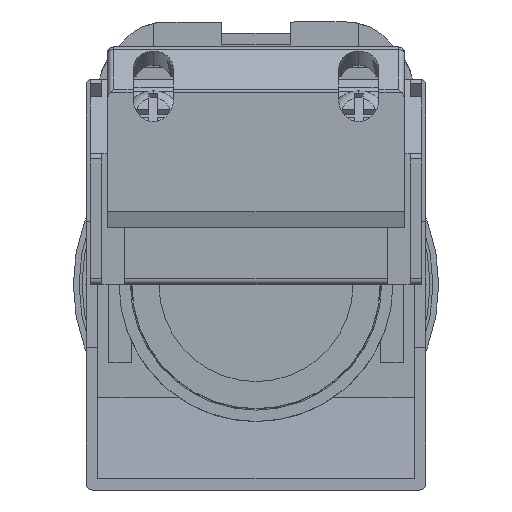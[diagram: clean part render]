
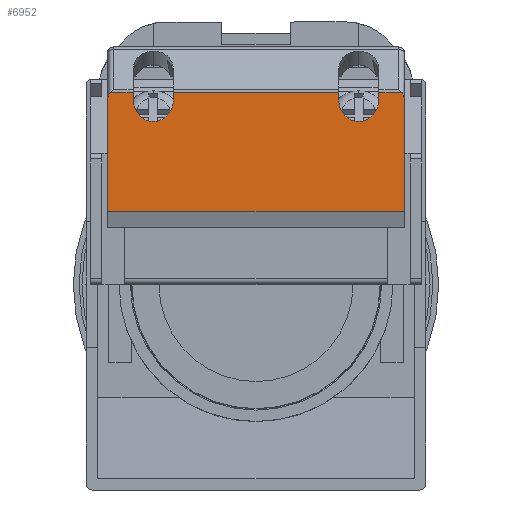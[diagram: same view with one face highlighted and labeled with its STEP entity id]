
A CAD part, front view. The second image highlights one B-rep face of the part: STEP entity #6952.
In plain terms, the highlighted planar face has unit normal (0, -1, 0).
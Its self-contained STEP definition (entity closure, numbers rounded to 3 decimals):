
#22 = CARTESIAN_POINT ( 'NONE',  ( 13., -41.5, 6.374 ) ) ;
#50 = LINE ( 'NONE', #1107, #3850 ) ;
#103 = DIRECTION ( 'NONE',  ( -1., 0., 0. ) ) ;
#294 = ORIENTED_EDGE ( 'NONE', *, *, #5472, .T. ) ;
#540 =( BOUNDED_CURVE ( )  B_SPLINE_CURVE ( 3, ( #6628, #1303, #4387, #9724 ),
 .UNSPECIFIED., .F., .F. ) 
 B_SPLINE_CURVE_WITH_KNOTS ( ( 4, 4 ),
 ( 4.712, 7.854 ),
 .UNSPECIFIED. ) 
 CURVE ( )  GEOMETRIC_REPRESENTATION_ITEM ( )  RATIONAL_B_SPLINE_CURVE ( ( 1., 0.333, 0.333, 1. ) ) 
 REPRESENTATION_ITEM ( '' )  );
#545 = CARTESIAN_POINT ( 'NONE',  ( -7.25, -41.5, 6.374 ) ) ;
#548 = EDGE_CURVE ( 'NONE', #9805, #3277, #50, .T. ) ;
#694 = CARTESIAN_POINT ( 'NONE',  ( -7.25, -41.5, 16.86 ) ) ;
#718 = VECTOR ( 'NONE', #103, 1000. ) ;
#791 = DIRECTION ( 'NONE',  ( -1., 0., 0. ) ) ;
#897 = ORIENTED_EDGE ( 'NONE', *, *, #7402, .F. ) ;
#980 = PLANE ( 'NONE',  #2760 ) ;
#1094 = VERTEX_POINT ( 'NONE', #7954 ) ;
#1107 = CARTESIAN_POINT ( 'NONE',  ( 10.75, -41.5, 6.374 ) ) ;
#1121 = VERTEX_POINT ( 'NONE', #694 ) ;
#1163 = CARTESIAN_POINT ( 'NONE',  ( 13., -41.5, 6.374 ) ) ;
#1259 =( BOUNDED_CURVE ( )  B_SPLINE_CURVE ( 3, ( #1392, #6715, #1719, #7045 ),
 .UNSPECIFIED., .F., .F. ) 
 B_SPLINE_CURVE_WITH_KNOTS ( ( 4, 4 ),
 ( 4.712, 7.854 ),
 .UNSPECIFIED. ) 
 CURVE ( )  GEOMETRIC_REPRESENTATION_ITEM ( )  RATIONAL_B_SPLINE_CURVE ( ( 1., 0.333, 0.333, 1. ) ) 
 REPRESENTATION_ITEM ( '' )  );
#1267 = CARTESIAN_POINT ( 'NONE',  ( -10.75, -41.5, 6.374 ) ) ;
#1303 = CARTESIAN_POINT ( 'NONE',  ( -10.75, -41.5, 12.377 ) ) ;
#1333 = VERTEX_POINT ( 'NONE', #1731 ) ;
#1392 = CARTESIAN_POINT ( 'NONE',  ( 7.25, -41.5, 16.185 ) ) ;
#1414 = ORIENTED_EDGE ( 'NONE', *, *, #7264, .F. ) ;
#1440 = LINE ( 'NONE', #1267, #5251 ) ;
#1496 = VERTEX_POINT ( 'NONE', #9654 ) ;
#1554 = LINE ( 'NONE', #1163, #7391 ) ;
#1580 = LINE ( 'NONE', #5872, #5396 ) ;
#1644 = EDGE_LOOP ( 'NONE', ( #9746, #5366, #4698, #6182, #8132, #2452, #294, #2323, #7244, #897, #6518, #8228, #4364, #1414 ) ) ;
#1719 = CARTESIAN_POINT ( 'NONE',  ( 10.75, -41.5, 12.377 ) ) ;
#1731 = CARTESIAN_POINT ( 'NONE',  ( -10.75, -41.5, 16.86 ) ) ;
#1859 = DIRECTION ( 'NONE',  ( 0., 0., 1. ) ) ;
#1915 = DIRECTION ( 'NONE',  ( 0., 0., -1. ) ) ;
#2023 = DIRECTION ( 'NONE',  ( 0., 0., -1. ) ) ;
#2193 = VERTEX_POINT ( 'NONE', #7113 ) ;
#2256 = VERTEX_POINT ( 'NONE', #7185 ) ;
#2323 = ORIENTED_EDGE ( 'NONE', *, *, #6115, .T. ) ;
#2452 = ORIENTED_EDGE ( 'NONE', *, *, #8934, .T. ) ;
#2552 = CARTESIAN_POINT ( 'NONE',  ( 13., -41.5, 16.039 ) ) ;
#2590 =( BOUNDED_CURVE ( )  B_SPLINE_CURVE ( 3, ( #7346, #9645, #7382, #2825 ),
 .UNSPECIFIED., .F., .F. ) 
 B_SPLINE_CURVE_WITH_KNOTS ( ( 4, 4 ),
 ( 3.689, 4.712 ),
 .UNSPECIFIED. ) 
 CURVE ( )  GEOMETRIC_REPRESENTATION_ITEM ( )  RATIONAL_B_SPLINE_CURVE ( ( 1., 0.915, 0.915, 1. ) ) 
 REPRESENTATION_ITEM ( '' )  );
#2609 = CARTESIAN_POINT ( 'NONE',  ( -13., -41.5, 16.039 ) ) ;
#2659 = CARTESIAN_POINT ( 'NONE',  ( -7.25, -41.5, 16.185 ) ) ;
#2733 = CARTESIAN_POINT ( 'NONE',  ( 7.25, -41.5, 16.185 ) ) ;
#2760 = AXIS2_PLACEMENT_3D ( 'NONE', #8598, #9352, #4783 ) ;
#2825 = CARTESIAN_POINT ( 'NONE',  ( -13., -41.5, 16.039 ) ) ;
#2954 = CARTESIAN_POINT ( 'NONE',  ( 10.75, -41.5, 16.185 ) ) ;
#3202 = VECTOR ( 'NONE', #4068, 1000. ) ;
#3268 = VECTOR ( 'NONE', #5048, 1000. ) ;
#3277 = VERTEX_POINT ( 'NONE', #5708 ) ;
#3307 = CARTESIAN_POINT ( 'NONE',  ( 7.25, -41.5, 6.374 ) ) ;
#3531 = DIRECTION ( 'NONE',  ( -1., 0., 0. ) ) ;
#3689 = EDGE_CURVE ( 'NONE', #7587, #6533, #5456, .T. ) ;
#3729 = VECTOR ( 'NONE', #791, 1000. ) ;
#3850 = VECTOR ( 'NONE', #1859, 1000. ) ;
#4068 = DIRECTION ( 'NONE',  ( 0., 0., -1. ) ) ;
#4090 = CARTESIAN_POINT ( 'NONE',  ( 12.76, -41.5, 16.86 ) ) ;
#4297 = EDGE_CURVE ( 'NONE', #7587, #1121, #7343, .T. ) ;
#4364 = ORIENTED_EDGE ( 'NONE', *, *, #548, .F. ) ;
#4387 = CARTESIAN_POINT ( 'NONE',  ( -7.25, -41.5, 12.377 ) ) ;
#4698 = ORIENTED_EDGE ( 'NONE', *, *, #5470, .F. ) ;
#4783 = DIRECTION ( 'NONE',  ( 0., 0., 1. ) ) ;
#5048 = DIRECTION ( 'NONE',  ( 0., 0., 1. ) ) ;
#5076 = CARTESIAN_POINT ( 'NONE',  ( -12.76, -41.5, 16.86 ) ) ;
#5251 = VECTOR ( 'NONE', #2023, 1000. ) ;
#5318 = VECTOR ( 'NONE', #3531, 1000. ) ;
#5366 = ORIENTED_EDGE ( 'NONE', *, *, #4297, .T. ) ;
#5396 = VECTOR ( 'NONE', #6639, 1000. ) ;
#5456 = LINE ( 'NONE', #3307, #3202 ) ;
#5470 = EDGE_CURVE ( 'NONE', #8437, #1121, #9343, .T. ) ;
#5472 = EDGE_CURVE ( 'NONE', #7148, #9105, #2590, .T. ) ;
#5708 = CARTESIAN_POINT ( 'NONE',  ( 10.75, -41.5, 16.86 ) ) ;
#5829 =( BOUNDED_CURVE ( )  B_SPLINE_CURVE ( 3, ( #2552, #7117, #8663, #4090 ),
 .UNSPECIFIED., .F., .F. ) 
 B_SPLINE_CURVE_WITH_KNOTS ( ( 4, 4 ),
 ( 4.712, 5.736 ),
 .UNSPECIFIED. ) 
 CURVE ( )  GEOMETRIC_REPRESENTATION_ITEM ( )  RATIONAL_B_SPLINE_CURVE ( ( 1., 0.915, 0.915, 1. ) ) 
 REPRESENTATION_ITEM ( '' )  );
#5872 = CARTESIAN_POINT ( 'NONE',  ( -13., -41.5, 6.374 ) ) ;
#6093 = FACE_OUTER_BOUND ( 'NONE', #1644, .T. ) ;
#6115 = EDGE_CURVE ( 'NONE', #9105, #7236, #1580, .T. ) ;
#6182 = ORIENTED_EDGE ( 'NONE', *, *, #6622, .F. ) ;
#6443 = VECTOR ( 'NONE', #7091, 1000. ) ;
#6518 = ORIENTED_EDGE ( 'NONE', *, *, #6971, .T. ) ;
#6533 = VERTEX_POINT ( 'NONE', #2733 ) ;
#6622 = EDGE_CURVE ( 'NONE', #2256, #8437, #540, .T. ) ;
#6628 = CARTESIAN_POINT ( 'NONE',  ( -10.75, -41.5, 16.185 ) ) ;
#6639 = DIRECTION ( 'NONE',  ( 0., 0., -1. ) ) ;
#6715 = CARTESIAN_POINT ( 'NONE',  ( 7.25, -41.5, 12.377 ) ) ;
#6758 = EDGE_CURVE ( 'NONE', #2193, #7236, #7782, .T. ) ;
#6773 = LINE ( 'NONE', #9211, #718 ) ;
#6952 = ADVANCED_FACE ( 'NONE', ( #6093 ), #980, .F. ) ;
#6971 = EDGE_CURVE ( 'NONE', #1496, #1094, #5829, .T. ) ;
#7045 = CARTESIAN_POINT ( 'NONE',  ( 10.75, -41.5, 16.185 ) ) ;
#7091 = DIRECTION ( 'NONE',  ( -1., 0., 0. ) ) ;
#7113 = CARTESIAN_POINT ( 'NONE',  ( 13., -41.5, 6.374 ) ) ;
#7117 = CARTESIAN_POINT ( 'NONE',  ( 13., -41.5, 16.382 ) ) ;
#7148 = VERTEX_POINT ( 'NONE', #5076 ) ;
#7185 = CARTESIAN_POINT ( 'NONE',  ( -10.75, -41.5, 16.185 ) ) ;
#7236 = VERTEX_POINT ( 'NONE', #7456 ) ;
#7244 = ORIENTED_EDGE ( 'NONE', *, *, #6758, .F. ) ;
#7264 = EDGE_CURVE ( 'NONE', #6533, #9805, #1259, .T. ) ;
#7343 = LINE ( 'NONE', #9615, #5318 ) ;
#7346 = CARTESIAN_POINT ( 'NONE',  ( -12.76, -41.5, 16.86 ) ) ;
#7382 = CARTESIAN_POINT ( 'NONE',  ( -13., -41.5, 16.382 ) ) ;
#7391 = VECTOR ( 'NONE', #1915, 1000. ) ;
#7402 = EDGE_CURVE ( 'NONE', #1496, #2193, #1554, .T. ) ;
#7456 = CARTESIAN_POINT ( 'NONE',  ( -13., -41.5, 6.374 ) ) ;
#7587 = VERTEX_POINT ( 'NONE', #9664 ) ;
#7782 = LINE ( 'NONE', #22, #3729 ) ;
#7796 = EDGE_CURVE ( 'NONE', #1333, #2256, #1440, .T. ) ;
#7954 = CARTESIAN_POINT ( 'NONE',  ( 12.76, -41.5, 16.86 ) ) ;
#8119 = EDGE_CURVE ( 'NONE', #1094, #3277, #8487, .T. ) ;
#8132 = ORIENTED_EDGE ( 'NONE', *, *, #7796, .F. ) ;
#8228 = ORIENTED_EDGE ( 'NONE', *, *, #8119, .T. ) ;
#8437 = VERTEX_POINT ( 'NONE', #2659 ) ;
#8487 = LINE ( 'NONE', #9388, #6443 ) ;
#8598 = CARTESIAN_POINT ( 'NONE',  ( 13., -41.5, 6.374 ) ) ;
#8663 = CARTESIAN_POINT ( 'NONE',  ( 12.913, -41.5, 16.681 ) ) ;
#8934 = EDGE_CURVE ( 'NONE', #1333, #7148, #6773, .T. ) ;
#9105 = VERTEX_POINT ( 'NONE', #2609 ) ;
#9211 = CARTESIAN_POINT ( 'NONE',  ( 13., -41.5, 16.86 ) ) ;
#9343 = LINE ( 'NONE', #545, #3268 ) ;
#9352 = DIRECTION ( 'NONE',  ( 0., 1., 0. ) ) ;
#9388 = CARTESIAN_POINT ( 'NONE',  ( 13., -41.5, 16.86 ) ) ;
#9615 = CARTESIAN_POINT ( 'NONE',  ( 13., -41.5, 16.86 ) ) ;
#9645 = CARTESIAN_POINT ( 'NONE',  ( -12.913, -41.5, 16.681 ) ) ;
#9654 = CARTESIAN_POINT ( 'NONE',  ( 13., -41.5, 16.039 ) ) ;
#9664 = CARTESIAN_POINT ( 'NONE',  ( 7.25, -41.5, 16.86 ) ) ;
#9724 = CARTESIAN_POINT ( 'NONE',  ( -7.25, -41.5, 16.185 ) ) ;
#9746 = ORIENTED_EDGE ( 'NONE', *, *, #3689, .F. ) ;
#9805 = VERTEX_POINT ( 'NONE', #2954 ) ;
